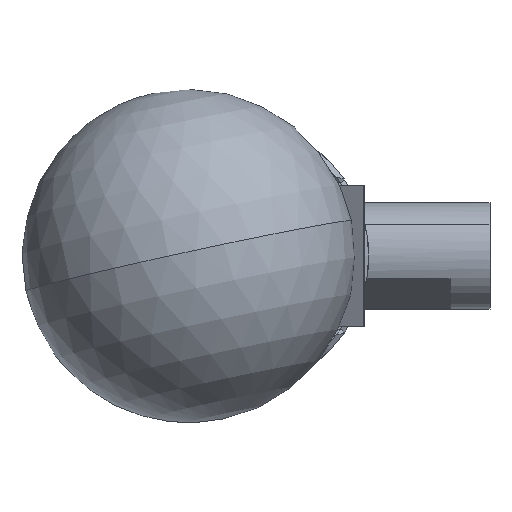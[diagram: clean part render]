
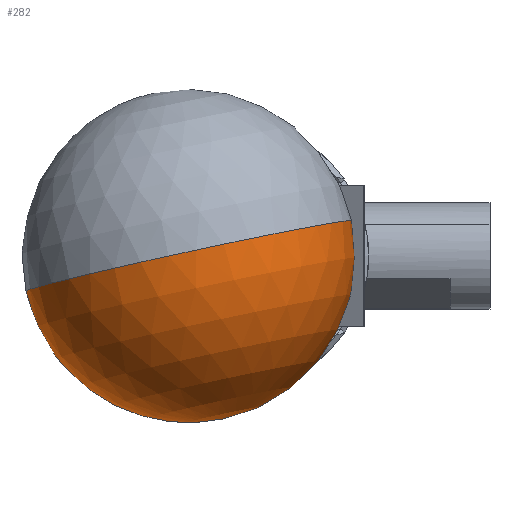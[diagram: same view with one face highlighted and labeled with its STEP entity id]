
A CAD part, front view. The second image highlights one B-rep face of the part: STEP entity #282.
In plain terms, the highlighted spherical face has radius 15.875 mm.
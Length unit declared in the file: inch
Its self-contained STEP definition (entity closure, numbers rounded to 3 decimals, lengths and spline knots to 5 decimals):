
#282 = ADVANCED_FACE ( 'NONE', ( #9799 ), #19971, .T. ) ;
#290 = CIRCLE ( 'NONE', #15502, 0.25 ) ;
#606 = DIRECTION ( 'NONE',  ( 0.977, 0., 0.211 ) ) ;
#1110 = CARTESIAN_POINT ( 'NONE',  ( -0.17516, -5.36197, 0. ) ) ;
#2092 = DIRECTION ( 'NONE',  ( -0.211, 0.026, 0.977 ) ) ;
#2227 = DIRECTION ( 'NONE',  ( -0.121, -0.993, 0. ) ) ;
#2591 = DIRECTION ( 'NONE',  ( -0.977, 0., -0.211 ) ) ;
#3472 = CIRCLE ( 'NONE', #26492, 0.625 ) ;
#3486 = DIRECTION ( 'NONE',  ( -0.97, 0.118, -0.213 ) ) ;
#3875 = CARTESIAN_POINT ( 'NONE',  ( -0.10608, -4.79333, 0. ) ) ;
#4015 = DIRECTION ( 'NONE',  ( -0.211, 0.026, 0.977 ) ) ;
#5105 = EDGE_CURVE ( 'NONE', #20759, #7192, #20457, .T. ) ;
#6230 = EDGE_LOOP ( 'NONE', ( #17143, #20101, #14590, #6496 ) ) ;
#6373 = VERTEX_POINT ( 'NONE', #18796 ) ;
#6378 = VERTEX_POINT ( 'NONE', #10396 ) ;
#6496 = ORIENTED_EDGE ( 'NONE', *, *, #23382, .T. ) ;
#7192 = VERTEX_POINT ( 'NONE', #20782 ) ;
#7618 = DIRECTION ( 'NONE',  ( -0.211, 0.026, 0.977 ) ) ;
#9758 = AXIS2_PLACEMENT_3D ( 'NONE', #23667, #7618, #3486 ) ;
#9799 = FACE_OUTER_BOUND ( 'NONE', #6230, .T. ) ;
#9923 = EDGE_CURVE ( 'NONE', #20759, #6378, #3472, .T. ) ;
#10396 = CARTESIAN_POINT ( 'NONE',  ( -0.34858, -4.76387, -0.05315 ) ) ;
#10957 = AXIS2_PLACEMENT_3D ( 'NONE', #15049, #19250, #606 ) ;
#14590 = ORIENTED_EDGE ( 'NONE', *, *, #24029, .T. ) ;
#15049 = CARTESIAN_POINT ( 'NONE',  ( -0.17516, -5.36197, 0. ) ) ;
#15502 = AXIS2_PLACEMENT_3D ( 'NONE', #3875, #18745, #4015 ) ;
#17143 = ORIENTED_EDGE ( 'NONE', *, *, #5105, .F. ) ;
#17602 = AXIS2_PLACEMENT_3D ( 'NONE', #25200, #2227, #2092 ) ;
#18052 = CIRCLE ( 'NONE', #17602, 0.25 ) ;
#18269 = CARTESIAN_POINT ( 'NONE',  ( -0.25053, -5.98241, 0. ) ) ;
#18745 = DIRECTION ( 'NONE',  ( -0.121, -0.993, 0. ) ) ;
#18796 = CARTESIAN_POINT ( 'NONE',  ( -0.05331, -4.79974, -0.24428 ) ) ;
#19250 = DIRECTION ( 'NONE',  ( -0.211, 0.026, 0.977 ) ) ;
#19971 = SPHERICAL_SURFACE ( 'NONE', #9758, 0.625 ) ;
#20101 = ORIENTED_EDGE ( 'NONE', *, *, #9923, .T. ) ;
#20457 = CIRCLE ( 'NONE', #10957, 0.625 ) ;
#20759 = VERTEX_POINT ( 'NONE', #18269 ) ;
#20782 = CARTESIAN_POINT ( 'NONE',  ( 0.13642, -4.82279, 0.05315 ) ) ;
#23295 = DIRECTION ( 'NONE',  ( 0.211, -0.026, -0.977 ) ) ;
#23382 = EDGE_CURVE ( 'NONE', #6373, #7192, #18052, .T. ) ;
#23667 = CARTESIAN_POINT ( 'NONE',  ( -0.17516, -5.36197, 0. ) ) ;
#24029 = EDGE_CURVE ( 'NONE', #6378, #6373, #290, .T. ) ;
#25200 = CARTESIAN_POINT ( 'NONE',  ( -0.10608, -4.79333, 0. ) ) ;
#26492 = AXIS2_PLACEMENT_3D ( 'NONE', #1110, #23295, #2591 ) ;
